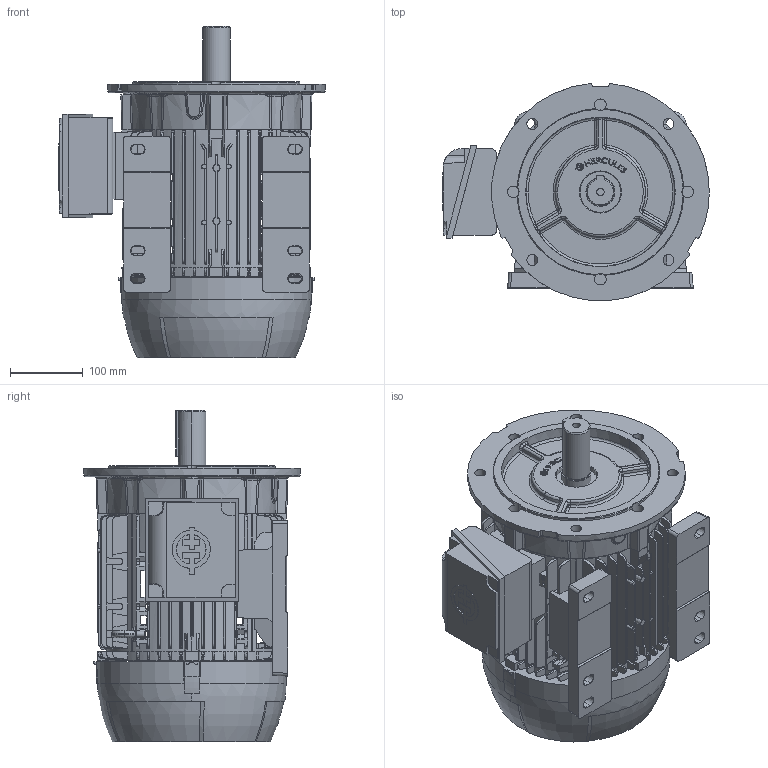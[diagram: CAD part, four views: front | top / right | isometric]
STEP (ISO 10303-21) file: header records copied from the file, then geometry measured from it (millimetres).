
FILE_DESCRIPTION (( 'STEP AP203' ), '1' );
FILE_NAME ('132S_CP_FF_RIGHT.STEP', '2022-07-27T11:47:55', ( '' ), ( '' ), 'SwSTEP 2.0', 'SolidWorks 2020', '' );
FILE_SCHEMA (( 'CONFIG_CONTROL_DESIGN' ));
Products named in the file (1): 132S_CP_FF_RIGHT
Bounding box: 367.07 x 298.63 x 456 mm (x, y, z)
Surface area: 958859.6 mm2 (no closed solid volume)
Topology: 0 solids, 18 shells, 2170 faces, 6518 edges, 4342 vertices
Faces by surface type: plane 1190, cone 380, bspline 282, cylinder 198, torus 106, sphere 14
Entity records: 85647 total; most frequent: CARTESIAN_POINT 32104, ORIENTED_EDGE 11852, DIRECTION 9531, EDGE_CURVE 6499, VERTEX_POINT 4342, LINE 3203, VECTOR 3203, AXIS2_PLACEMENT_3D 3164
